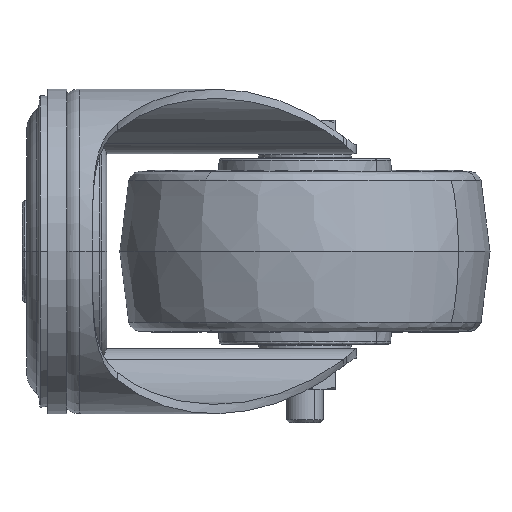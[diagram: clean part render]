
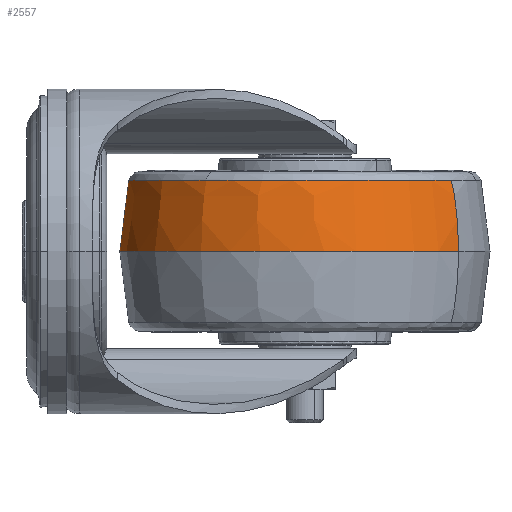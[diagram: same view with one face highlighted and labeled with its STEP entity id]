
A CAD part, left-side view. The second image highlights one B-rep face of the part: STEP entity #2557.
In plain terms, the highlighted free-form (B-spline) face has degree [3, 3] with [4, 4] control points.
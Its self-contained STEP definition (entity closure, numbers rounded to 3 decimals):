
#1428 = DIRECTION ( 'NONE',  ( 0., 0., 1. ) ) ;
#1627 = CARTESIAN_POINT ( 'NONE',  ( 60.275, -27.953, 6.975 ) ) ;
#1984 = CARTESIAN_POINT ( 'NONE',  ( -5.819, 16.598, 6.975 ) ) ;
#2159 = CARTESIAN_POINT ( 'NONE',  ( -48.655, -49.72, 12.426 ) ) ;
#2557 = ADVANCED_FACE ( 'NONE', ( #31884 ), #28697, .F. ) ;
#2672 = ORIENTED_EDGE ( 'NONE', *, *, #25624, .T. ) ;
#3878 = CARTESIAN_POINT ( 'NONE',  ( 60.275, -27.953, 6.975 ) ) ;
#4517 = CARTESIAN_POINT ( 'NONE',  ( -50.694, -49.455, 0. ) ) ;
#4995 = DIRECTION ( 'NONE',  ( -0.559, -0.829, 0. ) ) ;
#6449 = CARTESIAN_POINT ( 'NONE',  ( 60.357, -27.831, 0. ) ) ;
#6958 = EDGE_CURVE ( 'NONE', #22157, #10840, #31725, .T. ) ;
#7466 = CARTESIAN_POINT ( 'NONE',  ( -5.98, 16.883, 0. ) ) ;
#7644 = CARTESIAN_POINT ( 'NONE',  ( -50.37, -49.497, 6.975 ) ) ;
#7747 = CARTESIAN_POINT ( 'NONE',  ( 38., -61., 15.292 ) ) ;
#7862 = CARTESIAN_POINT ( 'NONE',  ( 15.643, -94.169, 0. ) ) ;
#7937 = AXIS2_PLACEMENT_3D ( 'NONE', #7747, #30233, #4995 ) ;
#9185 = CARTESIAN_POINT ( 'NONE',  ( 6.442, -39.729, 15.292 ) ) ;
#9531 = EDGE_CURVE ( 'NONE', #20428, #22157, #24349, .T. ) ;
#9867 = ORIENTED_EDGE ( 'NONE', *, *, #35651, .F. ) ;
#10063 = EDGE_LOOP ( 'NONE', ( #23251, #2672, #29920, #31699, #9867 ) ) ;
#10840 = VERTEX_POINT ( 'NONE', #6449 ) ;
#13096 = CARTESIAN_POINT ( 'NONE',  ( 16.729, -92.558, 15.292 ) ) ;
#14872 = CARTESIAN_POINT ( 'NONE',  ( 38., -61., 15.292 ) ) ;
#15597 = CARTESIAN_POINT ( 'NONE',  ( 60.357, -27.831, 0. ) ) ;
#18650 = CARTESIAN_POINT ( 'NONE',  ( 15.643, -94.169, 0. ) ) ;
#20012 =( BOUNDED_CURVE ( )  B_SPLINE_CURVE ( 3, ( #28746, #26216, #3878, #34011 ),
 .UNSPECIFIED., .F., .F. ) 
 B_SPLINE_CURVE_WITH_KNOTS ( ( 4, 4 ),
 ( 0., 1. ),
 .UNSPECIFIED. ) 
 CURVE ( )  GEOMETRIC_REPRESENTATION_ITEM ( )  RATIONAL_B_SPLINE_CURVE ( ( 0.984, 0.808, 0.719, 0.72 ) ) 
 REPRESENTATION_ITEM ( '' )  );
#20295 = CARTESIAN_POINT ( 'NONE',  ( 59.271, -29.442, 15.292 ) ) ;
#20428 = VERTEX_POINT ( 'NONE', #21734 ) ;
#21045 = CARTESIAN_POINT ( 'NONE',  ( -3.844, 13.1, 15.292 ) ) ;
#21250 = CARTESIAN_POINT ( 'NONE',  ( 16.157, -93.406, 12.426 ) ) ;
#21734 = CARTESIAN_POINT ( 'NONE',  ( 16.729, -92.558, 15.292 ) ) ;
#22157 = VERTEX_POINT ( 'NONE', #34070 ) ;
#23251 = ORIENTED_EDGE ( 'NONE', *, *, #24458, .F. ) ;
#24108 = CARTESIAN_POINT ( 'NONE',  ( 59.271, -29.442, 15.292 ) ) ;
#24349 =( BOUNDED_CURVE ( )  B_SPLINE_CURVE ( 3, ( #32469, #21250, #32295, #7862 ),
 .UNSPECIFIED., .F., .F. ) 
 B_SPLINE_CURVE_WITH_KNOTS ( ( 4, 4 ),
 ( 0., 1. ),
 .UNSPECIFIED. ) 
 CURVE ( )  GEOMETRIC_REPRESENTATION_ITEM ( )  RATIONAL_B_SPLINE_CURVE ( ( 0.984, 0.808, 0.719, 0.72 ) ) 
 REPRESENTATION_ITEM ( '' )  );
#24458 = EDGE_CURVE ( 'NONE', #35589, #34990, #25081, .T. ) ;
#25081 = CIRCLE ( 'NONE', #28548, 38.057 ) ;
#25624 = EDGE_CURVE ( 'NONE', #35589, #10840, #20012, .T. ) ;
#26216 = CARTESIAN_POINT ( 'NONE',  ( 59.843, -28.594, 12.426 ) ) ;
#26487 = CARTESIAN_POINT ( 'NONE',  ( -46.387, -50.015, 15.292 ) ) ;
#26668 = CARTESIAN_POINT ( 'NONE',  ( 15.725, -94.047, 6.975 ) ) ;
#26855 = CARTESIAN_POINT ( 'NONE',  ( 59.843, -28.594, 12.426 ) ) ;
#28548 = AXIS2_PLACEMENT_3D ( 'NONE', #14872, #1428, #31187 ) ;
#28697 =( BOUNDED_SURFACE ( )  B_SPLINE_SURFACE ( 3, 3, ( 
 ( #13096, #26487, #21045, #24108 ),
 ( #29582, #2159, #29406, #26855 ),
 ( #26668, #7644, #1984, #1627 ),
 ( #18650, #4517, #7466, #15597 ) ),
 .UNSPECIFIED., .F., .F., .F. ) 
 B_SPLINE_SURFACE_WITH_KNOTS ( ( 4, 4 ),
 ( 4, 4 ),
 ( 0., 1. ),
 ( 0., 1. ),
 .UNSPECIFIED. ) 
 GEOMETRIC_REPRESENTATION_ITEM ( )  RATIONAL_B_SPLINE_SURFACE ( (
 ( 0.984, 0.328, 0.328, 0.984),
 ( 0.808, 0.269, 0.269, 0.808),
 ( 0.719, 0.24, 0.24, 0.719),
 ( 0.72, 0.24, 0.24, 0.72) ) ) 
 REPRESENTATION_ITEM ( '' )  SURFACE ( )  );
#28746 = CARTESIAN_POINT ( 'NONE',  ( 59.271, -29.442, 15.292 ) ) ;
#28856 = AXIS2_PLACEMENT_3D ( 'NONE', #34816, #32460, #29430 ) ;
#29406 = CARTESIAN_POINT ( 'NONE',  ( -4.969, 15.092, 12.426 ) ) ;
#29430 = DIRECTION ( 'NONE',  ( -0.559, -0.829, 0. ) ) ;
#29582 = CARTESIAN_POINT ( 'NONE',  ( 16.157, -93.406, 12.426 ) ) ;
#29920 = ORIENTED_EDGE ( 'NONE', *, *, #6958, .F. ) ;
#29933 = CIRCLE ( 'NONE', #7937, 38.057 ) ;
#30233 = DIRECTION ( 'NONE',  ( 0., 0., 1. ) ) ;
#31187 = DIRECTION ( 'NONE',  ( -0.559, -0.829, 0. ) ) ;
#31699 = ORIENTED_EDGE ( 'NONE', *, *, #9531, .F. ) ;
#31725 = CIRCLE ( 'NONE', #28856, 40. ) ;
#31884 = FACE_OUTER_BOUND ( 'NONE', #10063, .T. ) ;
#32295 = CARTESIAN_POINT ( 'NONE',  ( 15.725, -94.047, 6.975 ) ) ;
#32460 = DIRECTION ( 'NONE',  ( 0., 0., -1. ) ) ;
#32469 = CARTESIAN_POINT ( 'NONE',  ( 16.729, -92.558, 15.292 ) ) ;
#34011 = CARTESIAN_POINT ( 'NONE',  ( 60.357, -27.831, 0. ) ) ;
#34070 = CARTESIAN_POINT ( 'NONE',  ( 15.643, -94.169, 0. ) ) ;
#34816 = CARTESIAN_POINT ( 'NONE',  ( 38., -61., 0. ) ) ;
#34990 = VERTEX_POINT ( 'NONE', #9185 ) ;
#35589 = VERTEX_POINT ( 'NONE', #20295 ) ;
#35651 = EDGE_CURVE ( 'NONE', #34990, #20428, #29933, .T. ) ;
